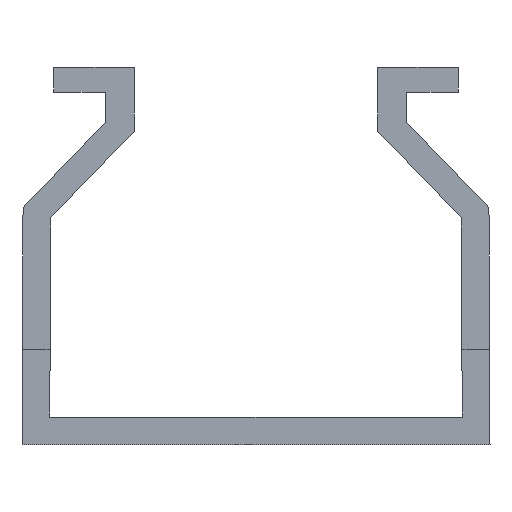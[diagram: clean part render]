
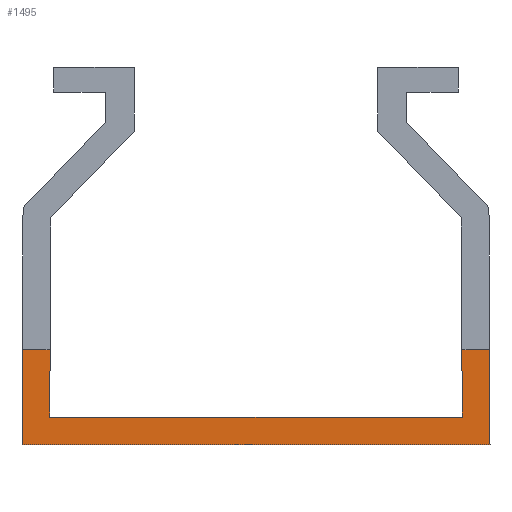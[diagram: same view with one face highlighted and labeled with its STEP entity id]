
A CAD part, front view. The second image highlights one B-rep face of the part: STEP entity #1495.
In plain terms, the highlighted planar face has unit normal (0, -1, 0).
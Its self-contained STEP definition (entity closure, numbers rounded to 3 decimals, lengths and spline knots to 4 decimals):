
#1495=ADVANCED_FACE('',(#5221),#3377,.T.);
#3377=PLANE('',#40910);
#5221=FACE_OUTER_BOUND('',#7139,.T.);
#7139=EDGE_LOOP('',(#14361,#14362,#14363,#14364,#14365,#14366,#14367,#14368));
#14361=ORIENTED_EDGE('',*,*,#27973,.F.);
#14362=ORIENTED_EDGE('',*,*,#27035,.T.);
#14363=ORIENTED_EDGE('',*,*,#27029,.T.);
#14364=ORIENTED_EDGE('',*,*,#26955,.F.);
#14365=ORIENTED_EDGE('',*,*,#27974,.F.);
#14366=ORIENTED_EDGE('',*,*,#27680,.T.);
#14367=ORIENTED_EDGE('',*,*,#27675,.F.);
#14368=ORIENTED_EDGE('',*,*,#27600,.F.);
#22051=VERTEX_POINT('',#59399);
#22052=VERTEX_POINT('',#59401);
#22125=VERTEX_POINT('',#59549);
#22130=VERTEX_POINT('',#59561);
#22510=VERTEX_POINT('',#60513);
#22511=VERTEX_POINT('',#60515);
#22585=VERTEX_POINT('',#60665);
#22589=VERTEX_POINT('',#60675);
#26955=EDGE_CURVE('',#22051,#22052,#32595,.T.);
#27029=EDGE_CURVE('',#22125,#22052,#32633,.T.);
#27035=EDGE_CURVE('',#22130,#22125,#32639,.T.);
#27600=EDGE_CURVE('',#22510,#22511,#33204,.T.);
#27675=EDGE_CURVE('',#22511,#22585,#33243,.T.);
#27680=EDGE_CURVE('',#22589,#22585,#33248,.T.);
#27973=EDGE_CURVE('',#22130,#22510,#33541,.T.);
#27974=EDGE_CURVE('',#22589,#22051,#33542,.T.);
#32595=LINE('',#59400,#38163);
#32633=LINE('',#59548,#38201);
#32639=LINE('',#59560,#38207);
#33204=LINE('',#60514,#38772);
#33243=LINE('',#60664,#38811);
#33248=LINE('',#60674,#38816);
#33541=LINE('',#61171,#39109);
#33542=LINE('',#61172,#39110);
#38163=VECTOR('',#48152,1.);
#38201=VECTOR('',#48264,1.);
#38207=VECTOR('',#48272,1.);
#38772=VECTOR('',#48853,1.);
#38811=VECTOR('',#48966,1.);
#38816=VECTOR('',#48973,1.);
#39109=VECTOR('',#49282,1.);
#39110=VECTOR('',#49283,1.);
#40910=AXIS2_PLACEMENT_3D('',#61173,#49284,#49285);
#48152=DIRECTION('',(0.004,0.,-1.));
#48264=DIRECTION('',(1.,0.,0.));
#48272=DIRECTION('',(-0.004,0.,-1.));
#48853=DIRECTION('',(-0.004,0.,-1.));
#48966=DIRECTION('',(1.,0.,0.));
#48973=DIRECTION('',(0.004,0.,-1.));
#49282=DIRECTION('',(1.,0.,-0.004));
#49283=DIRECTION('',(1.,0.,0.004));
#49284=DIRECTION('',(0.,-1.,0.));
#49285=DIRECTION('',(0.,0.,-1.));
#59399=CARTESIAN_POINT('',(0.4642,0.,0.1893));
#59400=CARTESIAN_POINT('',(0.4629,0.,0.4708));
#59401=CARTESIAN_POINT('',(0.465,0.,0.));
#59548=CARTESIAN_POINT('',(-0.465,0.,0.));
#59549=CARTESIAN_POINT('',(-0.465,0.,0.));
#59560=CARTESIAN_POINT('',(-0.4629,0.,0.4708));
#59561=CARTESIAN_POINT('',(-0.4642,0.,0.1893));
#60513=CARTESIAN_POINT('',(-0.4092,0.,0.1891));
#60514=CARTESIAN_POINT('',(-0.408,0.,0.4506));
#60515=CARTESIAN_POINT('',(-0.4098,0.,0.055));
#60664=CARTESIAN_POINT('',(-0.4098,0.,0.055));
#60665=CARTESIAN_POINT('',(0.4098,0.,0.055));
#60674=CARTESIAN_POINT('',(0.408,0.,0.4506));
#60675=CARTESIAN_POINT('',(0.4092,0.,0.1891));
#61171=CARTESIAN_POINT('',(0.4658,0.,0.1853));
#61172=CARTESIAN_POINT('',(0.4642,0.,0.1893));
#61173=CARTESIAN_POINT('',(0.465,0.,0.));
